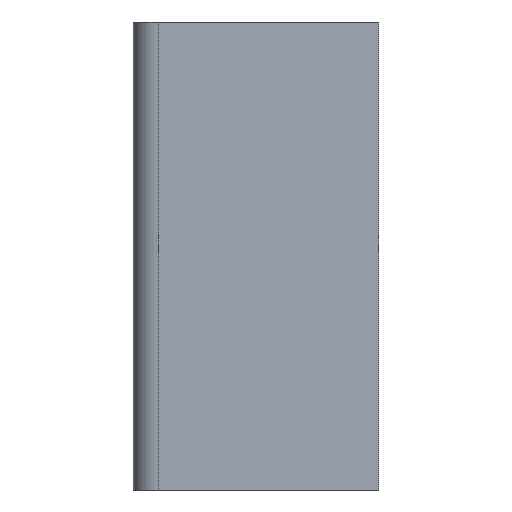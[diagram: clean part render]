
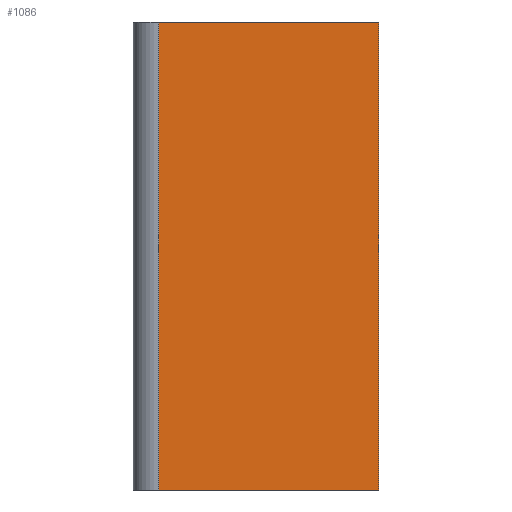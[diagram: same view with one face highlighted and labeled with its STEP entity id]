
A CAD part, front view. The second image highlights one B-rep face of the part: STEP entity #1086.
In plain terms, the highlighted planar face has unit normal (0, -1, 0).
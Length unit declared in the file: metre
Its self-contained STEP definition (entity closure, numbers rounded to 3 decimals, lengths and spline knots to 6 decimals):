
#362=ORIENTED_EDGE('',*,*,#459,.F.);
#363=ORIENTED_EDGE('',*,*,#521,.T.);
#364=ORIENTED_EDGE('',*,*,#475,.T.);
#365=ORIENTED_EDGE('',*,*,#522,.F.);
#459=EDGE_CURVE('',#579,#580,#673,.T.);
#475=EDGE_CURVE('',#593,#594,#684,.T.);
#521=EDGE_CURVE('',#579,#593,#713,.T.);
#522=EDGE_CURVE('',#580,#594,#714,.T.);
#579=VERTEX_POINT('',#1714);
#580=VERTEX_POINT('',#1716);
#593=VERTEX_POINT('',#1747);
#594=VERTEX_POINT('',#1748);
#673=LINE('',#1715,#769);
#684=LINE('',#1746,#780);
#713=LINE('',#1843,#809);
#714=LINE('',#1844,#810);
#769=VECTOR('',#1400,1.);
#780=VECTOR('',#1425,1.);
#809=VECTOR('',#1536,1.);
#810=VECTOR('',#1537,1.);
#900=EDGE_LOOP('',(#362,#363,#364,#365));
#992=FACE_BOUND('',#900,.T.);
#1026=PLANE('',#1221);
#1086=ADVANCED_FACE('',(#992),#1026,.T.);
#1221=AXIS2_PLACEMENT_3D('',#1842,#1534,#1535);
#1400=DIRECTION('',(1.,0.,0.));
#1425=DIRECTION('',(1.,0.,0.));
#1534=DIRECTION('',(0.,-1.,0.));
#1535=DIRECTION('',(0.,0.,1.));
#1536=DIRECTION('',(0.,0.,-1.));
#1537=DIRECTION('',(0.,0.,-1.));
#1714=CARTESIAN_POINT('',(0.011,-0.085,0.202));
#1715=CARTESIAN_POINT('',(0.053,-0.085,0.202));
#1716=CARTESIAN_POINT('',(0.106,-0.085,0.202));
#1746=CARTESIAN_POINT('',(0.053,-0.085,0.));
#1747=CARTESIAN_POINT('',(0.011,-0.085,0.));
#1748=CARTESIAN_POINT('',(0.106,-0.085,0.));
#1842=CARTESIAN_POINT('',(0.053,-0.085,0.202));
#1843=CARTESIAN_POINT('',(0.011,-0.085,0.202));
#1844=CARTESIAN_POINT('',(0.106,-0.085,0.202));
